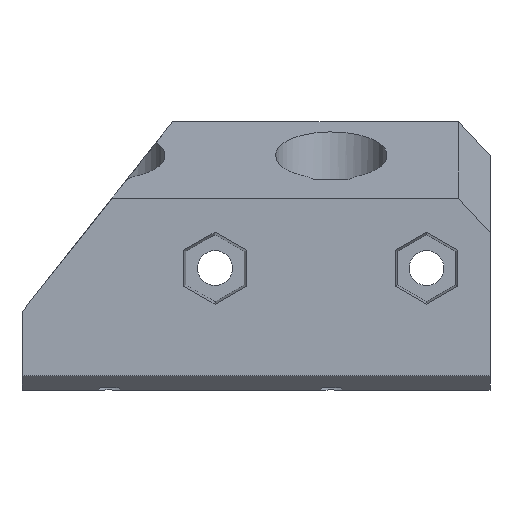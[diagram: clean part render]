
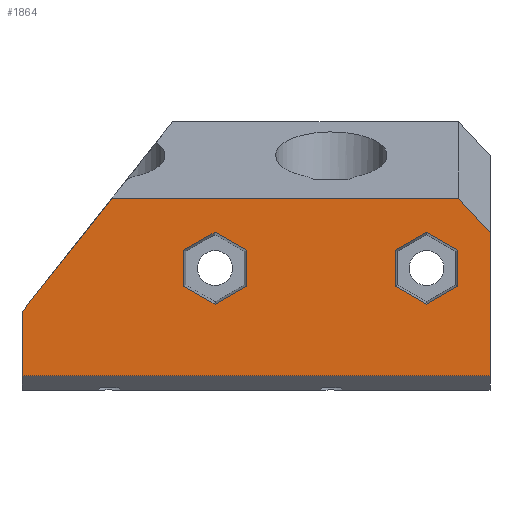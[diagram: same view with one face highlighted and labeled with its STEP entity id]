
A CAD part, front view. The second image highlights one B-rep face of the part: STEP entity #1864.
In plain terms, the highlighted planar face has unit normal (0, -1, 0).
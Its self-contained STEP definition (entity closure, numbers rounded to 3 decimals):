
#105=FACE_BOUND('',#232,.T.);
#106=FACE_BOUND('',#233,.T.);
#124=FACE_OUTER_BOUND('',#231,.T.);
#231=EDGE_LOOP('',(#1247,#1248,#1249,#1250,#1251,#1252));
#232=EDGE_LOOP('',(#1253,#1254,#1255,#1256,#1257,#1258));
#233=EDGE_LOOP('',(#1259,#1260,#1261,#1262,#1263,#1264));
#353=LINE('',#2707,#568);
#357=LINE('',#2715,#572);
#364=LINE('',#2729,#579);
#365=LINE('',#2731,#580);
#366=LINE('',#2733,#581);
#367=LINE('',#2734,#582);
#368=LINE('',#2737,#583);
#369=LINE('',#2739,#584);
#370=LINE('',#2741,#585);
#371=LINE('',#2743,#586);
#372=LINE('',#2745,#587);
#373=LINE('',#2746,#588);
#374=LINE('',#2749,#589);
#375=LINE('',#2751,#590);
#376=LINE('',#2753,#591);
#377=LINE('',#2755,#592);
#378=LINE('',#2757,#593);
#379=LINE('',#2758,#594);
#568=VECTOR('',#2158,10.);
#572=VECTOR('',#2164,10.);
#579=VECTOR('',#2173,10.);
#580=VECTOR('',#2174,10.);
#581=VECTOR('',#2175,10.);
#582=VECTOR('',#2176,10.);
#583=VECTOR('',#2177,10.);
#584=VECTOR('',#2178,10.);
#585=VECTOR('',#2179,10.);
#586=VECTOR('',#2180,10.);
#587=VECTOR('',#2181,10.);
#588=VECTOR('',#2182,10.);
#589=VECTOR('',#2183,10.);
#590=VECTOR('',#2184,10.);
#591=VECTOR('',#2185,10.);
#592=VECTOR('',#2186,10.);
#593=VECTOR('',#2187,10.);
#594=VECTOR('',#2188,10.);
#783=VERTEX_POINT('',#2705);
#784=VERTEX_POINT('',#2706);
#787=VERTEX_POINT('',#2714);
#793=VERTEX_POINT('',#2728);
#794=VERTEX_POINT('',#2730);
#795=VERTEX_POINT('',#2732);
#796=VERTEX_POINT('',#2735);
#797=VERTEX_POINT('',#2736);
#798=VERTEX_POINT('',#2738);
#799=VERTEX_POINT('',#2740);
#800=VERTEX_POINT('',#2742);
#801=VERTEX_POINT('',#2744);
#802=VERTEX_POINT('',#2747);
#803=VERTEX_POINT('',#2748);
#804=VERTEX_POINT('',#2750);
#805=VERTEX_POINT('',#2752);
#806=VERTEX_POINT('',#2754);
#807=VERTEX_POINT('',#2756);
#961=EDGE_CURVE('',#783,#784,#353,.T.);
#965=EDGE_CURVE('',#787,#784,#357,.T.);
#972=EDGE_CURVE('',#783,#793,#364,.T.);
#973=EDGE_CURVE('',#793,#794,#365,.T.);
#974=EDGE_CURVE('',#795,#794,#366,.T.);
#975=EDGE_CURVE('',#795,#787,#367,.T.);
#976=EDGE_CURVE('',#796,#797,#368,.T.);
#977=EDGE_CURVE('',#798,#796,#369,.T.);
#978=EDGE_CURVE('',#799,#798,#370,.T.);
#979=EDGE_CURVE('',#800,#799,#371,.T.);
#980=EDGE_CURVE('',#801,#800,#372,.T.);
#981=EDGE_CURVE('',#797,#801,#373,.T.);
#982=EDGE_CURVE('',#802,#803,#374,.T.);
#983=EDGE_CURVE('',#804,#802,#375,.T.);
#984=EDGE_CURVE('',#805,#804,#376,.T.);
#985=EDGE_CURVE('',#806,#805,#377,.T.);
#986=EDGE_CURVE('',#807,#806,#378,.T.);
#987=EDGE_CURVE('',#803,#807,#379,.T.);
#1247=ORIENTED_EDGE('',*,*,#961,.F.);
#1248=ORIENTED_EDGE('',*,*,#972,.T.);
#1249=ORIENTED_EDGE('',*,*,#973,.T.);
#1250=ORIENTED_EDGE('',*,*,#974,.F.);
#1251=ORIENTED_EDGE('',*,*,#975,.T.);
#1252=ORIENTED_EDGE('',*,*,#965,.T.);
#1253=ORIENTED_EDGE('',*,*,#976,.F.);
#1254=ORIENTED_EDGE('',*,*,#977,.F.);
#1255=ORIENTED_EDGE('',*,*,#978,.F.);
#1256=ORIENTED_EDGE('',*,*,#979,.F.);
#1257=ORIENTED_EDGE('',*,*,#980,.F.);
#1258=ORIENTED_EDGE('',*,*,#981,.F.);
#1259=ORIENTED_EDGE('',*,*,#982,.F.);
#1260=ORIENTED_EDGE('',*,*,#983,.F.);
#1261=ORIENTED_EDGE('',*,*,#984,.F.);
#1262=ORIENTED_EDGE('',*,*,#985,.F.);
#1263=ORIENTED_EDGE('',*,*,#986,.F.);
#1264=ORIENTED_EDGE('',*,*,#987,.F.);
#1785=PLANE('',#1990);
#1864=ADVANCED_FACE('',(#124,#105,#106),#1785,.T.);
#1990=AXIS2_PLACEMENT_3D('',#2727,#2171,#2172);
#2158=DIRECTION('',(0.68,0.,-0.733));
#2164=DIRECTION('',(0.,0.,1.));
#2171=DIRECTION('center_axis',(0.,-1.,0.));
#2172=DIRECTION('ref_axis',(1.,0.,0.));
#2173=DIRECTION('',(-1.,0.,0.));
#2174=DIRECTION('',(-0.621,0.,-0.784));
#2175=DIRECTION('',(0.,0.,1.));
#2176=DIRECTION('',(1.,0.,0.));
#2177=DIRECTION('',(0.,0.,1.));
#2178=DIRECTION('',(0.866,0.,0.5));
#2179=DIRECTION('',(0.866,0.,-0.5));
#2180=DIRECTION('',(0.,0.,-1.));
#2181=DIRECTION('',(-0.866,0.,-0.5));
#2182=DIRECTION('',(-0.866,0.,0.5));
#2183=DIRECTION('',(0.866,0.,-0.5));
#2184=DIRECTION('',(0.,0.,-1.));
#2185=DIRECTION('',(-0.866,0.,-0.5));
#2186=DIRECTION('',(-0.866,0.,0.5));
#2187=DIRECTION('',(0.,0.,1.));
#2188=DIRECTION('',(0.866,0.,0.5));
#2705=CARTESIAN_POINT('',(41.25,0.,16.768));
#2706=CARTESIAN_POINT('',(44.25,0.,13.532));
#2707=CARTESIAN_POINT('',(35.981,0.,22.451));
#2714=CARTESIAN_POINT('',(44.25,0.,0.));
#2715=CARTESIAN_POINT('',(44.25,0.,0.));
#2727=CARTESIAN_POINT('Origin',(0.,0.,0.));
#2728=CARTESIAN_POINT('',(8.525,0.,16.768));
#2729=CARTESIAN_POINT('',(22.125,0.,16.768));
#2730=CARTESIAN_POINT('',(0.,0.,6.));
#2731=CARTESIAN_POINT('',(-1.46,0.,4.156));
#2732=CARTESIAN_POINT('',(0.,0.,0.));
#2733=CARTESIAN_POINT('',(0.,0.,0.));
#2734=CARTESIAN_POINT('',(0.,0.,0.));
#2735=CARTESIAN_POINT('',(21.2,0.,8.447));
#2736=CARTESIAN_POINT('',(21.2,0.,11.853));
#2737=CARTESIAN_POINT('',(21.2,0.,5.869));
#2738=CARTESIAN_POINT('',(18.25,0.,6.744));
#2739=CARTESIAN_POINT('',(11.371,0.,2.772));
#2740=CARTESIAN_POINT('',(15.3,0.,8.447));
#2741=CARTESIAN_POINT('',(12.816,0.,9.881));
#2742=CARTESIAN_POINT('',(15.3,0.,11.853));
#2743=CARTESIAN_POINT('',(15.3,0.,4.281));
#2744=CARTESIAN_POINT('',(18.25,0.,13.556));
#2745=CARTESIAN_POINT('',(7.046,0.,7.088));
#2746=CARTESIAN_POINT('',(14.391,0.,15.784));
#2747=CARTESIAN_POINT('',(35.3,0.,8.447));
#2748=CARTESIAN_POINT('',(38.25,0.,6.744));
#2749=CARTESIAN_POINT('',(25.316,0.,14.211));
#2750=CARTESIAN_POINT('',(35.3,0.,11.853));
#2751=CARTESIAN_POINT('',(35.3,0.,4.281));
#2752=CARTESIAN_POINT('',(38.25,0.,13.556));
#2753=CARTESIAN_POINT('',(19.546,0.,2.758));
#2754=CARTESIAN_POINT('',(41.2,0.,11.853));
#2755=CARTESIAN_POINT('',(26.891,0.,20.114));
#2756=CARTESIAN_POINT('',(41.2,0.,8.447));
#2757=CARTESIAN_POINT('',(41.2,0.,5.869));
#2758=CARTESIAN_POINT('',(23.871,0.,-1.558));
